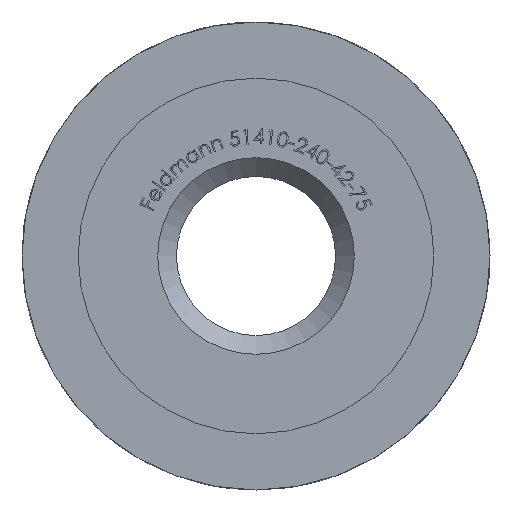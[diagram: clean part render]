
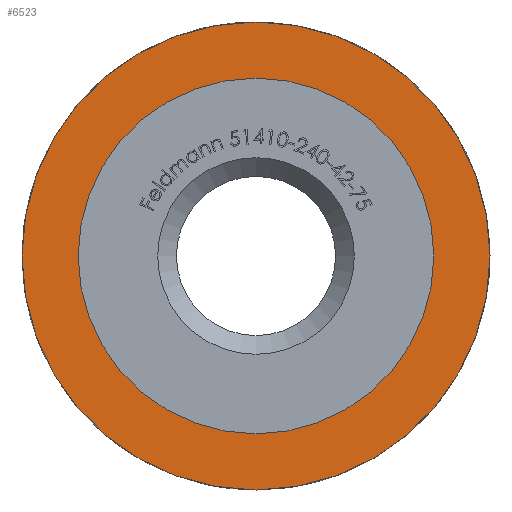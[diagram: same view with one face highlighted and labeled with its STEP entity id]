
A CAD part, front view. The second image highlights one B-rep face of the part: STEP entity #6523.
In plain terms, the highlighted planar face has unit normal (0, -1, 0).
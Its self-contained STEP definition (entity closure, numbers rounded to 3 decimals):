
#1221 = CARTESIAN_POINT ( 'NONE',  ( 0., 0., 0. ) ) ;
#2065 = CARTESIAN_POINT ( 'NONE',  ( 0., 0., 0. ) ) ;
#2343 = AXIS2_PLACEMENT_3D ( 'NONE', #4750, #13334, #10181 ) ;
#3148 = DIRECTION ( 'NONE',  ( 0., 0., 1. ) ) ;
#4205 = PLANE ( 'NONE',  #13396 ) ;
#4750 = CARTESIAN_POINT ( 'NONE',  ( 0., 0., 0. ) ) ;
#5421 = ORIENTED_EDGE ( 'NONE', *, *, #7760, .F. ) ;
#6523 = ADVANCED_FACE ( 'NONE', ( #9265, #12850 ), #4205, .F. ) ;
#7532 = CIRCLE ( 'NONE', #2343, 9.5 ) ;
#7760 = EDGE_CURVE ( 'NONE', #12071, #12071, #11664, .T. ) ;
#8658 = EDGE_LOOP ( 'NONE', ( #5421 ) ) ;
#8730 = AXIS2_PLACEMENT_3D ( 'NONE', #1221, #11086, #9952 ) ;
#8947 = EDGE_CURVE ( 'NONE', #9504, #9504, #7532, .T. ) ;
#9265 = FACE_OUTER_BOUND ( 'NONE', #8658, .T. ) ;
#9333 = ORIENTED_EDGE ( 'NONE', *, *, #8947, .T. ) ;
#9504 = VERTEX_POINT ( 'NONE', #9558 ) ;
#9558 = CARTESIAN_POINT ( 'NONE',  ( 0., 0., 9.5 ) ) ;
#9952 = DIRECTION ( 'NONE',  ( 0., 0., 1. ) ) ;
#10181 = DIRECTION ( 'NONE',  ( 0., 0., 1. ) ) ;
#10449 = EDGE_LOOP ( 'NONE', ( #9333 ) ) ;
#11086 = DIRECTION ( 'NONE',  ( 0., 1., 0. ) ) ;
#11664 = CIRCLE ( 'NONE', #8730, 12.5 ) ;
#11846 = DIRECTION ( 'NONE',  ( 0., 1., 0. ) ) ;
#12071 = VERTEX_POINT ( 'NONE', #12901 ) ;
#12850 = FACE_BOUND ( 'NONE', #10449, .T. ) ;
#12901 = CARTESIAN_POINT ( 'NONE',  ( 0., 0., 12.5 ) ) ;
#13334 = DIRECTION ( 'NONE',  ( 0., 1., 0. ) ) ;
#13396 = AXIS2_PLACEMENT_3D ( 'NONE', #2065, #11846, #3148 ) ;
